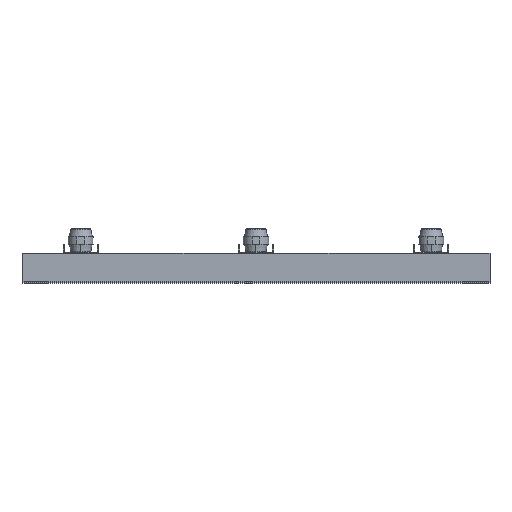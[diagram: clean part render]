
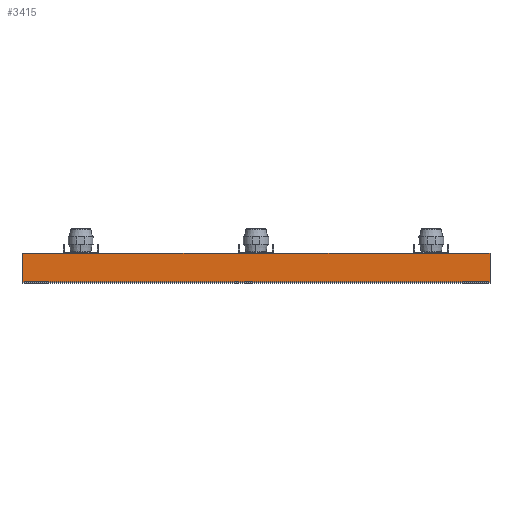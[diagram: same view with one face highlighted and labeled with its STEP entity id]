
A CAD part, top view. The second image highlights one B-rep face of the part: STEP entity #3415.
In plain terms, the highlighted planar face has unit normal (0, 0, 1).
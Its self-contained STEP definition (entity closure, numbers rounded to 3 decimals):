
#133 = CARTESIAN_POINT ( 'NONE',  ( 796., 0., -24. ) ) ;
#204 = EDGE_CURVE ( 'NONE', #684, #12157, #14639, .T. ) ;
#339 = ORIENTED_EDGE ( 'NONE', *, *, #16182, .F. ) ;
#684 = VERTEX_POINT ( 'NONE', #5914 ) ;
#919 = ORIENTED_EDGE ( 'NONE', *, *, #17214, .T. ) ;
#944 = CARTESIAN_POINT ( 'NONE',  ( 0., 50., -24. ) ) ;
#1417 = LINE ( 'NONE', #5547, #15212 ) ;
#1611 = EDGE_CURVE ( 'NONE', #13542, #11475, #16712, .T. ) ;
#1957 = DIRECTION ( 'NONE',  ( 1., 0., 0. ) ) ;
#2266 = VECTOR ( 'NONE', #12221, 1000. ) ;
#3222 = VECTOR ( 'NONE', #12199, 1000. ) ;
#3330 = CARTESIAN_POINT ( 'NONE',  ( 666., 50., -24. ) ) ;
#3415 = ADVANCED_FACE ( 'NONE', ( #17135 ), #14128, .T. ) ;
#3824 = VERTEX_POINT ( 'NONE', #14052 ) ;
#4024 = VECTOR ( 'NONE', #17272, 1000. ) ;
#4861 = ORIENTED_EDGE ( 'NONE', *, *, #204, .F. ) ;
#5051 = CARTESIAN_POINT ( 'NONE',  ( 796., 50., -24. ) ) ;
#5098 = ORIENTED_EDGE ( 'NONE', *, *, #15346, .F. ) ;
#5281 = VERTEX_POINT ( 'NONE', #10626 ) ;
#5547 = CARTESIAN_POINT ( 'NONE',  ( 0., 50., -24. ) ) ;
#5803 = VECTOR ( 'NONE', #9618, 1000. ) ;
#5868 = LINE ( 'NONE', #14744, #2266 ) ;
#5914 = CARTESIAN_POINT ( 'NONE',  ( 726., 50., -24. ) ) ;
#6070 = CARTESIAN_POINT ( 'NONE',  ( 796., 0., -24. ) ) ;
#6206 = CARTESIAN_POINT ( 'NONE',  ( 428., 50., -24. ) ) ;
#6378 = DIRECTION ( 'NONE',  ( 1., 0., 0. ) ) ;
#6420 = EDGE_CURVE ( 'NONE', #14133, #3824, #13910, .T. ) ;
#6817 = EDGE_CURVE ( 'NONE', #11475, #16470, #16716, .T. ) ;
#6847 = ORIENTED_EDGE ( 'NONE', *, *, #14504, .F. ) ;
#6848 = CARTESIAN_POINT ( 'NONE',  ( 796., 50., -24. ) ) ;
#7053 = ORIENTED_EDGE ( 'NONE', *, *, #6817, .F. ) ;
#7878 = VECTOR ( 'NONE', #1957, 1000. ) ;
#8818 = VERTEX_POINT ( 'NONE', #11520 ) ;
#8866 = CARTESIAN_POINT ( 'NONE',  ( 796., 50., -24. ) ) ;
#8986 = LINE ( 'NONE', #5051, #12567 ) ;
#9099 = ORIENTED_EDGE ( 'NONE', *, *, #1611, .F. ) ;
#9473 = CARTESIAN_POINT ( 'NONE',  ( 0., 50., -24. ) ) ;
#9618 = DIRECTION ( 'NONE',  ( 0., 1., 0. ) ) ;
#10378 = ORIENTED_EDGE ( 'NONE', *, *, #10573, .T. ) ;
#10379 = DIRECTION ( 'NONE',  ( 1., 0., 0. ) ) ;
#10515 = CARTESIAN_POINT ( 'NONE',  ( 0., 50., -24. ) ) ;
#10573 = EDGE_CURVE ( 'NONE', #5281, #10661, #13753, .T. ) ;
#10626 = CARTESIAN_POINT ( 'NONE',  ( 0., 2., -24. ) ) ;
#10661 = VERTEX_POINT ( 'NONE', #14532 ) ;
#10915 = CARTESIAN_POINT ( 'NONE',  ( 796., 50., -24. ) ) ;
#10966 = VECTOR ( 'NONE', #10379, 1000. ) ;
#11268 = LINE ( 'NONE', #9473, #4024 ) ;
#11475 = VERTEX_POINT ( 'NONE', #6206 ) ;
#11505 = DIRECTION ( 'NONE',  ( 1., 0., 0. ) ) ;
#11520 = CARTESIAN_POINT ( 'NONE',  ( 0., 50., -24. ) ) ;
#12081 = EDGE_CURVE ( 'NONE', #5281, #8818, #5868, .T. ) ;
#12157 = VERTEX_POINT ( 'NONE', #6848 ) ;
#12199 = DIRECTION ( 'NONE',  ( 1., 0., 0. ) ) ;
#12221 = DIRECTION ( 'NONE',  ( 0., 1., 0. ) ) ;
#12369 = DIRECTION ( 'NONE',  ( 1., 0., 0. ) ) ;
#12560 = CARTESIAN_POINT ( 'NONE',  ( 70., 50., -24. ) ) ;
#12567 = VECTOR ( 'NONE', #15623, 1000. ) ;
#12582 = CARTESIAN_POINT ( 'NONE',  ( 368., 50., -24. ) ) ;
#12725 = EDGE_LOOP ( 'NONE', ( #339, #12898, #10378, #919, #4861, #5098, #7053, #9099, #6847, #13095 ) ) ;
#12898 = ORIENTED_EDGE ( 'NONE', *, *, #12081, .F. ) ;
#13095 = ORIENTED_EDGE ( 'NONE', *, *, #6420, .F. ) ;
#13306 = VECTOR ( 'NONE', #6378, 1000. ) ;
#13358 = VECTOR ( 'NONE', #15778, 1000. ) ;
#13542 = VERTEX_POINT ( 'NONE', #12582 ) ;
#13753 = LINE ( 'NONE', #14473, #13358 ) ;
#13769 = LINE ( 'NONE', #133, #5803 ) ;
#13910 = LINE ( 'NONE', #10915, #3222 ) ;
#14052 = CARTESIAN_POINT ( 'NONE',  ( 130., 50., -24. ) ) ;
#14074 = DIRECTION ( 'NONE',  ( 0., 0., 1. ) ) ;
#14128 = PLANE ( 'NONE',  #16506 ) ;
#14133 = VERTEX_POINT ( 'NONE', #12560 ) ;
#14473 = CARTESIAN_POINT ( 'NONE',  ( 0., 2., -24. ) ) ;
#14504 = EDGE_CURVE ( 'NONE', #3824, #13542, #1417, .T. ) ;
#14532 = CARTESIAN_POINT ( 'NONE',  ( 796., 2., -24. ) ) ;
#14639 = LINE ( 'NONE', #10515, #10966 ) ;
#14744 = CARTESIAN_POINT ( 'NONE',  ( 0., 0., -24. ) ) ;
#15212 = VECTOR ( 'NONE', #12369, 1000. ) ;
#15346 = EDGE_CURVE ( 'NONE', #16470, #684, #8986, .T. ) ;
#15623 = DIRECTION ( 'NONE',  ( 1., 0., 0. ) ) ;
#15778 = DIRECTION ( 'NONE',  ( 1., 0., 0. ) ) ;
#16182 = EDGE_CURVE ( 'NONE', #8818, #14133, #11268, .T. ) ;
#16470 = VERTEX_POINT ( 'NONE', #3330 ) ;
#16506 = AXIS2_PLACEMENT_3D ( 'NONE', #6070, #14074, #11505 ) ;
#16712 = LINE ( 'NONE', #8866, #7878 ) ;
#16716 = LINE ( 'NONE', #944, #13306 ) ;
#17135 = FACE_OUTER_BOUND ( 'NONE', #12725, .T. ) ;
#17214 = EDGE_CURVE ( 'NONE', #10661, #12157, #13769, .T. ) ;
#17272 = DIRECTION ( 'NONE',  ( 1., 0., 0. ) ) ;
